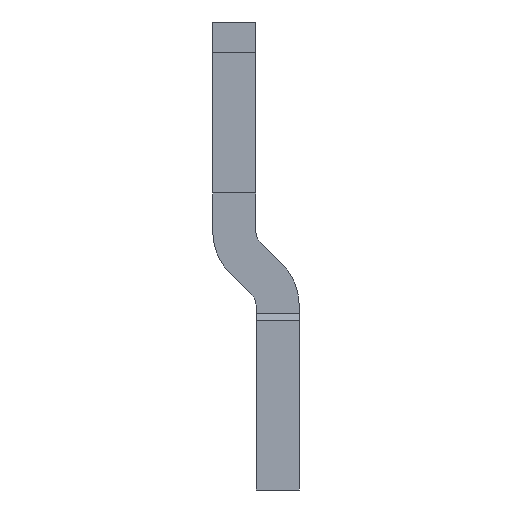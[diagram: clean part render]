
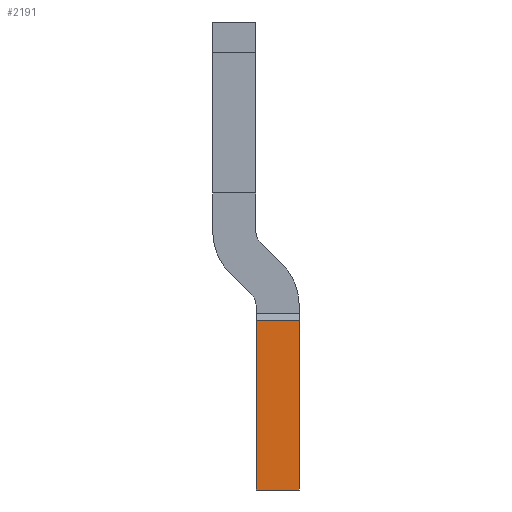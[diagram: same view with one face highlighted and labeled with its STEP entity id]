
A CAD part, left-side view. The second image highlights one B-rep face of the part: STEP entity #2191.
In plain terms, the highlighted planar face has unit normal (-1, 0, 0).
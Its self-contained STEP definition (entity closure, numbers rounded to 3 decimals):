
#2164=AXIS2_PLACEMENT_3D('Plane Axis2P3D',#2161,#2162,#2163) ;
#2092=CARTESIAN_POINT('Vertex',(-45.75,25.,85.5)) ;
#2095=CARTESIAN_POINT('Line Origine',(-45.75,22.,85.5)) ;
#2099=CARTESIAN_POINT('Vertex',(-45.75,19.,85.5)) ;
#2161=CARTESIAN_POINT('Axis2P3D Location',(-45.75,0.,85.5)) ;
#2166=CARTESIAN_POINT('Line Origine',(-45.75,25.,73.75)) ;
#2170=CARTESIAN_POINT('Vertex',(-45.75,25.,62.)) ;
#2173=CARTESIAN_POINT('Line Origine',(-45.75,22.,62.)) ;
#2177=CARTESIAN_POINT('Vertex',(-45.75,19.,62.)) ;
#2180=CARTESIAN_POINT('Line Origine',(-45.75,19.,73.75)) ;
#2096=DIRECTION('Vector Direction',(0.,-1.,0.)) ;
#2162=DIRECTION('Axis2P3D Direction',(-1.,-0.,0.)) ;
#2163=DIRECTION('Axis2P3D XDirection',(0.,0.,-1.)) ;
#2167=DIRECTION('Vector Direction',(0.,0.,-1.)) ;
#2174=DIRECTION('Vector Direction',(0.,-1.,0.)) ;
#2181=DIRECTION('Vector Direction',(0.,0.,-1.)) ;
#2097=VECTOR('Line Direction',#2096,1.) ;
#2168=VECTOR('Line Direction',#2167,1.) ;
#2175=VECTOR('Line Direction',#2174,1.) ;
#2182=VECTOR('Line Direction',#2181,1.) ;
#2186=ORIENTED_EDGE('',*,*,#2172,.T.) ;
#2187=ORIENTED_EDGE('',*,*,#2179,.T.) ;
#2188=ORIENTED_EDGE('',*,*,#2184,.F.) ;
#2189=ORIENTED_EDGE('',*,*,#2101,.F.) ;
#2191=ADVANCED_FACE('XT4 4p Fixed EF sup',(#2190),#2165,.T.) ;
#2101=EDGE_CURVE('',#2093,#2100,#2098,.T.) ;
#2172=EDGE_CURVE('',#2093,#2171,#2169,.T.) ;
#2179=EDGE_CURVE('',#2171,#2178,#2176,.T.) ;
#2184=EDGE_CURVE('',#2100,#2178,#2183,.T.) ;
#2185=EDGE_LOOP('',(#2186,#2187,#2188,#2189)) ;
#2190=FACE_OUTER_BOUND('',#2185,.T.) ;
#2098=LINE('Line',#2095,#2097) ;
#2169=LINE('Line',#2166,#2168) ;
#2176=LINE('Line',#2173,#2175) ;
#2183=LINE('Line',#2180,#2182) ;
#2165=PLANE('',#2164) ;
#2093=VERTEX_POINT('',#2092) ;
#2100=VERTEX_POINT('',#2099) ;
#2171=VERTEX_POINT('',#2170) ;
#2178=VERTEX_POINT('',#2177) ;
